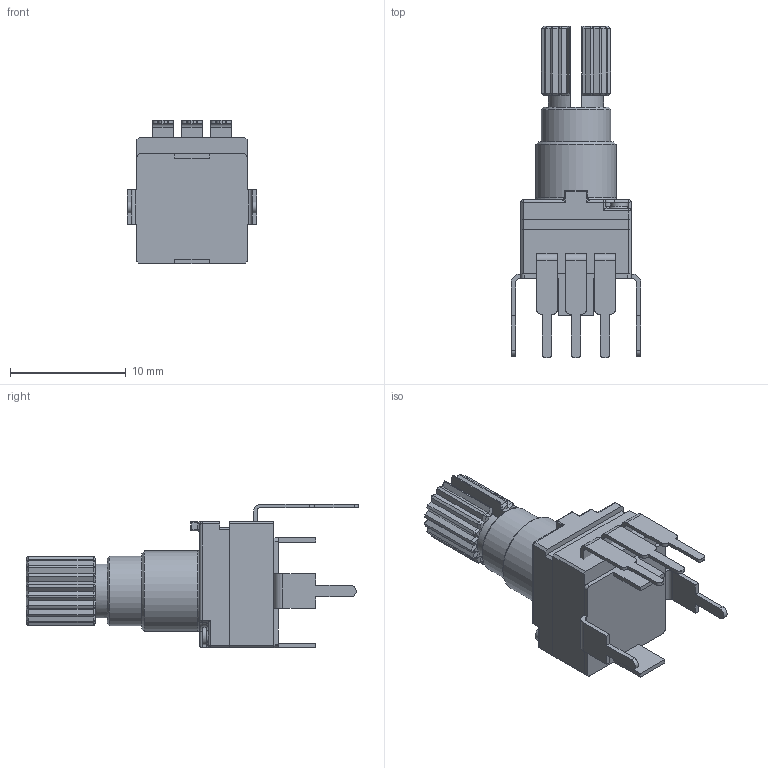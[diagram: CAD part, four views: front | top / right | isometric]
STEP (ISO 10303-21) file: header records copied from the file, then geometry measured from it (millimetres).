
FILE_DESCRIPTION(/* description */ (''),/* implementation_level */ '2;1');
FILE_NAME(/* name */ 'RK097N.step',/* time_stamp */ '2018-11-06T14:47:43+08:00',/* author */ (''),/* organization */ (''),/* preprocessor_version */ 'ST-DEVELOPER v17.2',/* originating_system */ 'Autodesk Translation Framework v7.6.0.251',/* authorisation */ '');
FILE_SCHEMA (('AUTOMOTIVE_DESIGN { 1 0 10303 214 3 1 1 }'));
Length unit declared in the file: millimetre
Products named in the file (7): RK097N; Potentiometer; Body; Casing; Pins; Pin; Fixture
Assembly tree (8 placements, depth 4):
  RK097N
    Potentiometer
      Body
      Casing
      Pins
        Pin  x3
      Fixture
Bounding box: 11.2 x 28.65 x 12.4 mm (x, y, z)
Volume: 1123.2 mm3; surface area: 1547.7 mm2
Topology: 7 solids, 7 shells, 404 faces, 1001 edges, 614 vertices
Faces by surface type: plane 250, cylinder 95, cone 37, torus 13, bspline 5, sphere 4
Full cylindrical faces by diameter (mm): 1 x2, 1.5 x2, 6 x1, 6.927 x1
Entity records: 11121 total; most frequent: CARTESIAN_POINT 2258, DIRECTION 1840, ORIENTED_EDGE 1806, EDGE_CURVE 903, AXIS2_PLACEMENT_3D 644, LINE 552, VECTOR 552, VERTEX_POINT 550
